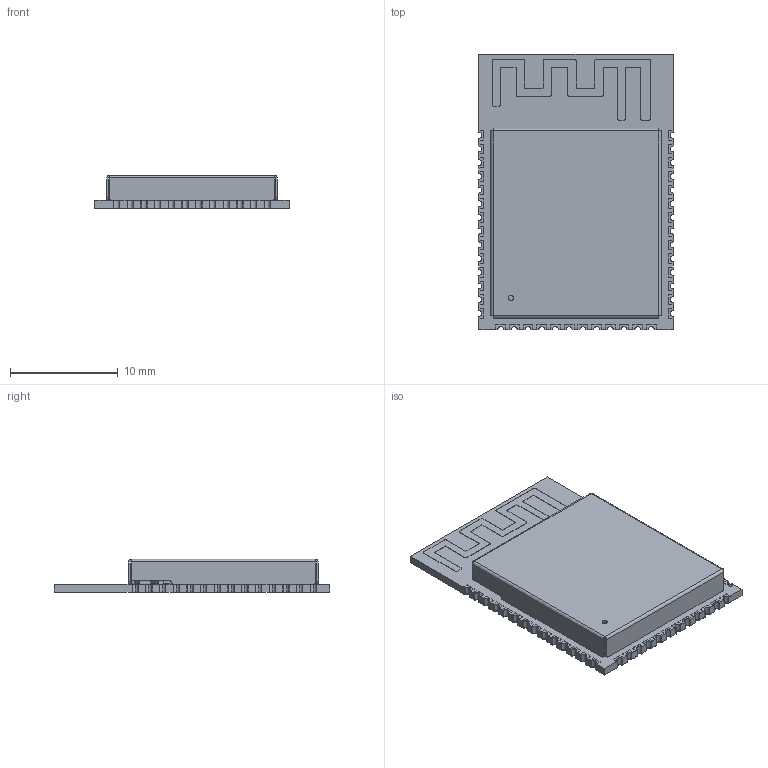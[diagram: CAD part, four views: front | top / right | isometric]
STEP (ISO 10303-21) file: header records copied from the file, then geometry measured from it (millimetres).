
FILE_DESCRIPTION (( 'STEP AP214' ), '1' );
FILE_NAME ('ESP32-S3-WROOM-1_20211021.STEP', '2021-10-21T06:11:23', ( '' ), ( '' ), 'SwSTEP 2.0', 'SolidWorks', '' );
FILE_SCHEMA (( 'AUTOMOTIVE_DESIGN' ));
Length unit declared in the file: millimetre
Products named in the file (216): uid__1-418^DesignRootModel_PCB_ESP32-S3-WROOM-1_V1(2)_PCB_ESP32-S3-WROOM-1_V1; uid__1-311^DesignRootModel_PCB_ESP32-S3-WROOM-1_V1(2)_PCB_ESP32-S3-WROOM-1_V1; uid__1-488^DesignRootModel_PCB_ESP32-S3-WROOM-1_V1(2)_PCB_ESP32-S3-WROOM-1_V1; trace_1^Submodel-MINI-ANT-TYPEB_668419613_part_DesignRootModel_PCB_ESP32-S3-WROOM-1_V1(2)_PCB_ESP32-S3-WROOM-1_V1; uid__1-441^DesignRootModel_PCB_ESP32-S3-WROOM-1_V1(2)_PCB_ESP32-S3-WROOM-1_V1; L0201_20210301.STEP^Submodel-L0201_part_DesignRootModel_PCB_ESP32-S3-WROOM-1_V1(2)_PCB_ESP32-S3-WROOM-1_V1; uid__1-375^DesignRootModel_PCB_ESP32-S3-WROOM-1_V1(2)_PCB_ESP32-S3-WROOM-1_V1; DesignRootModel^PCB_ESP32-S3-WROOM-1_V1(2)_PCB_ESP32-S3-WROOM-1_V1; Submodel-R0201_part^DesignRootModel_PCB_ESP32-S3-WROOM-1_V1(2)_PCB_ESP32-S3-WROOM-1_V1; uid__1-280^DesignRootModel_PCB_ESP32-S3-WROOM-1_V1(2)_PCB_ESP32-S3-WROOM-1_V1; uid__1-345^DesignRootModel_PCB_ESP32-S3-WROOM-1_V1(2)_PCB_ESP32-S3-WROOM-1_V1; Submodel-SOP8_1P27_6P6_part^DesignRootModel_PCB_ESP32-S3-WROOM-1_V1(2)_PCB_ESP32-S3-WROOM-1_V1; uid__1-531^DesignRootModel_PCB_ESP32-S3-WROOM-1_V1(2)_PCB_ESP32-S3-WROOM-1_V1; uid__1-539^DesignRootModel_PCB_ESP32-S3-WROOM-1_V1(2)_PCB_ESP32-S3-WROOM-1_V1; R0201_20210301.STEP^Submodel-R0201_part_DesignRootModel_PCB_ESP32-S3-WROOM-1_V1(2)_PCB_ESP32-S3-WROOM-1_V1; uid__1-383^DesignRootModel_PCB_ESP32-S3-WROOM-1_V1(2)_PCB_ESP32-S3-WROOM-1_V1; uid__1-491^DesignRootModel_PCB_ESP32-S3-WROOM-1_V1(2)_PCB_ESP32-S3-WROOM-1_V1; uid__1-444^DesignRootModel_PCB_ESP32-S3-WROOM-1_V1(2)_PCB_ESP32-S3-WROOM-1_V1; uid__1-560^DesignRootModel_PCB_ESP32-S3-WROOM-1_V1(2)_PCB_ESP32-S3-WROOM-1_V1; XTAL3225_20210301.STEP^Submodel-XTAL3225_part_DesignRootModel_PCB_ESP32-S3-WROOM-1_V1(2)_PCB_ESP32-S3-WROOM-1_V1; uid__1-434^DesignRootModel_PCB_ESP32-S3-WROOM-1_V1(2)_PCB_ESP32-S3-WROOM-1_V1; C0201_20210301.STEP^Submodel-C0201_part_DesignRootModel_PCB_ESP32-S3-WROOM-1_V1(2)_PCB_ESP32-S3-WROOM-1_V1; uid__1-339^DesignRootModel_PCB_ESP32-S3-WROOM-1_V1(2)_PCB_ESP32-S3-WROOM-1_V1; Submodel-SOD882_part^DesignRootModel_PCB_ESP32-S3-WROOM-1_V1(2)_PCB_ESP32-S3-WROOM-1_V1; Submodel-C0201_part^DesignRootModel_PCB_ESP32-S3-WROOM-1_V1(2)_PCB_ESP32-S3-WROOM-1_V1; uid__1-395^DesignRootModel_PCB_ESP32-S3-WROOM-1_V1(2)_PCB_ESP32-S3-WROOM-1_V1; uid__1-352^DesignRootModel_PCB_ESP32-S3-WROOM-1_V1(2)_PCB_ESP32-S3-WROOM-1_V1; uid__1-354^DesignRootModel_PCB_ESP32-S3-WROOM-1_V1(2)_PCB_ESP32-S3-WROOM-1_V1; uid__1-453^DesignRootModel_PCB_ESP32-S3-WROOM-1_V1(2)_PCB_ESP32-S3-WROOM-1_V1; Submodel-L0201_part^DesignRootModel_PCB_ESP32-S3-WROOM-1_V1(2)_PCB_ESP32-S3-WROOM-1_V1; uid__1-301^DesignRootModel_PCB_ESP32-S3-WROOM-1_V1(2)_PCB_ESP32-S3-WROOM-1_V1; pad; uid__1-382^DesignRootModel_PCB_ESP32-S3-WROOM-1_V1(2)_PCB_ESP32-S3-WROOM-1_V1; uid__1-554^DesignRootModel_PCB_ESP32-S3-WROOM-1_V1(2)_PCB_ESP32-S3-WROOM-1_V1; ESP32-S3_20210301.STEP^Submodel-QFN56_0P4_7_part_DesignRootModel_PCB_ESP32-S3-WROOM-1_V1(2)_PCB_ESP32-S3-WROOM-1_V1; uid__1-467^DesignRootModel_PCB_ESP32-S3-WROOM-1_V1(2)_PCB_ESP32-S3-WROOM-1_V1; uid__1-381^DesignRootModel_PCB_ESP32-S3-WROOM-1_V1(2)_PCB_ESP32-S3-WROOM-1_V1; uid__1-397^DesignRootModel_PCB_ESP32-S3-WROOM-1_V1(2)_PCB_ESP32-S3-WROOM-1_V1; uid__1-461^DesignRootModel_PCB_ESP32-S3-WROOM-1_V1(2)_PCB_ESP32-S3-WROOM-1_V1; uid__1-310^DesignRootModel_PCB_ESP32-S3-WROOM-1_V1(2)_PCB_ESP32-S3-WROOM-1_V1 ...
Assembly tree (276 placements, depth 6):
  ESP32-S3-WROOM-1_20211021
    PCB_ESP32-S3-WROOM-1_V1(2)^PCB_ESP32-S3-WROOM-1_V1
      DesignRootModel^PCB_ESP32-S3-WROOM-1_V1(2)_PCB_ESP32-S3-WROOM-1_V1
        Submodel-C0201_part^DesignRootModel_PCB_ESP32-S3-WROOM-1_V1(2)_PCB_ESP32-S3-WROOM-1_V1
          C0201_20210301.STEP^Submodel-C0201_part_DesignRootModel_PCB_ESP32-S3-WROOM-1_V1(2)_PCB_ESP32-S3-WROOM-1_V1
            C0201_20210301.STEP^C0201_20210301.STEP_Submodel-C0201_part_DesignRootModel_PCB_ESP32-S3-WROOM-1_V1(2)_PCB_ESP32-S3-WROOM-1_V1
        Submodel-L0201_part^DesignRootModel_PCB_ESP32-S3-WROOM-1_V1(2)_PCB_ESP32-S3-WROOM-1_V1
          L0201_20210301.STEP^Submodel-L0201_part_DesignRootModel_PCB_ESP32-S3-WROOM-1_V1(2)_PCB_ESP32-S3-WROOM-1_V1
            L0201_20210301.STEP^L0201_20210301.STEP_Submodel-L0201_part_DesignRootModel_PCB_ESP32-S3-WROOM-1_V1(2)_PCB_ESP32-S3-WROOM-1_V1
        Submodel-C0402_part^DesignRootModel_PCB_ESP32-S3-WROOM-1_V1(2)_PCB_ESP32-S3-WROOM-1_V1
          C0402_20210301.STEP^Submodel-C0402_part_DesignRootModel_PCB_ESP32-S3-WROOM-1_V1(2)_PCB_ESP32-S3-WROOM-1_V1
            C0402_20210301.STEP^C0402_20210301.STEP_Submodel-C0402_part_DesignRootModel_PCB_ESP32-S3-WROOM-1_V1(2)_PCB_ESP32-S3-WROOM-1_V1
        Submodel-R0201_part^DesignRootModel_PCB_ESP32-S3-WROOM-1_V1(2)_PCB_ESP32-S3-WROOM-1_V1
          R0201_20210301.STEP^Submodel-R0201_part_DesignRootModel_PCB_ESP32-S3-WROOM-1_V1(2)_PCB_ESP32-S3-WROOM-1_V1
            R0201_20210301.STEP^R0201_20210301.STEP_Submodel-R0201_part_DesignRootModel_PCB_ESP32-S3-WROOM-1_V1(2)_PCB_ESP32-S3-WROOM-1_V1
        Submodel-R0201_part^DesignRootModel_PCB_ESP32-S3-WROOM-1_V1(2)_PCB_ESP32-S3-WROOM-1_V1
          R0201_20210301.STEP^Submodel-R0201_part_DesignRootModel_PCB_ESP32-S3-WROOM-1_V1(2)_PCB_ESP32-S3-WROOM-1_V1
            R0201_20210301.STEP^R0201_20210301.STEP_Submodel-R0201_part_DesignRootModel_PCB_ESP32-S3-WROOM-1_V1(2)_PCB_ESP32-S3-WROOM-1_V1
        Submodel-R0201_part^DesignRootModel_PCB_ESP32-S3-WROOM-1_V1(2)_PCB_ESP32-S3-WROOM-1_V1
          R0201_20210301.STEP^Submodel-R0201_part_DesignRootModel_PCB_ESP32-S3-WROOM-1_V1(2)_PCB_ESP32-S3-WROOM-1_V1
            R0201_20210301.STEP^R0201_20210301.STEP_Submodel-R0201_part_DesignRootModel_PCB_ESP32-S3-WROOM-1_V1(2)_PCB_ESP32-S3-WROOM-1_V1
        Submodel-R0201_part^DesignRootModel_PCB_ESP32-S3-WROOM-1_V1(2)_PCB_ESP32-S3-WROOM-1_V1
          R0201_20210301.STEP^Submodel-R0201_part_DesignRootModel_PCB_ESP32-S3-WROOM-1_V1(2)_PCB_ESP32-S3-WROOM-1_V1
            R0201_20210301.STEP^R0201_20210301.STEP_Submodel-R0201_part_DesignRootModel_PCB_ESP32-S3-WROOM-1_V1(2)_PCB_ESP32-S3-WROOM-1_V1
        Submodel-R0201_part^DesignRootModel_PCB_ESP32-S3-WROOM-1_V1(2)_PCB_ESP32-S3-WROOM-1_V1
          R0201_20210301.STEP^Submodel-R0201_part_DesignRootModel_PCB_ESP32-S3-WROOM-1_V1(2)_PCB_ESP32-S3-WROOM-1_V1
            R0201_20210301.STEP^R0201_20210301.STEP_Submodel-R0201_part_DesignRootModel_PCB_ESP32-S3-WROOM-1_V1(2)_PCB_ESP32-S3-WROOM-1_V1
        Submodel-R0201_part^DesignRootModel_PCB_ESP32-S3-WROOM-1_V1(2)_PCB_ESP32-S3-WROOM-1_V1
          R0201_20210301.STEP^Submodel-R0201_part_DesignRootModel_PCB_ESP32-S3-WROOM-1_V1(2)_PCB_ESP32-S3-WROOM-1_V1
            R0201_20210301.STEP^R0201_20210301.STEP_Submodel-R0201_part_DesignRootModel_PCB_ESP32-S3-WROOM-1_V1(2)_PCB_ESP32-S3-WROOM-1_V1
        Submodel-R0201_part^DesignRootModel_PCB_ESP32-S3-WROOM-1_V1(2)_PCB_ESP32-S3-WROOM-1_V1
          R0201_20210301.STEP^Submodel-R0201_part_DesignRootModel_PCB_ESP32-S3-WROOM-1_V1(2)_PCB_ESP32-S3-WROOM-1_V1
            R0201_20210301.STEP^R0201_20210301.STEP_Submodel-R0201_part_DesignRootModel_PCB_ESP32-S3-WROOM-1_V1(2)_PCB_ESP32-S3-WROOM-1_V1
        Submodel-R0201_part^DesignRootModel_PCB_ESP32-S3-WROOM-1_V1(2)_PCB_ESP32-S3-WROOM-1_V1
          R0201_20210301.STEP^Submodel-R0201_part_DesignRootModel_PCB_ESP32-S3-WROOM-1_V1(2)_PCB_ESP32-S3-WROOM-1_V1
            R0201_20210301.STEP^R0201_20210301.STEP_Submodel-R0201_part_DesignRootModel_PCB_ESP32-S3-WROOM-1_V1(2)_PCB_ESP32-S3-WROOM-1_V1
        Submodel-L0201_part^DesignRootModel_PCB_ESP32-S3-WROOM-1_V1(2)_PCB_ESP32-S3-WROOM-1_V1
          L0201_20210301.STEP^Submodel-L0201_part_DesignRootModel_PCB_ESP32-S3-WROOM-1_V1(2)_PCB_ESP32-S3-WROOM-1_V1
            L0201_20210301.STEP^L0201_20210301.STEP_Submodel-L0201_part_DesignRootModel_PCB_ESP32-S3-WROOM-1_V1(2)_PCB_ESP32-S3-WROOM-1_V1
        Submodel-L0201_part^DesignRootModel_PCB_ESP32-S3-WROOM-1_V1(2)_PCB_ESP32-S3-WROOM-1_V1
          L0201_20210301.STEP^Submodel-L0201_part_DesignRootModel_PCB_ESP32-S3-WROOM-1_V1(2)_PCB_ESP32-S3-WROOM-1_V1
            L0201_20210301.STEP^L0201_20210301.STEP_Submodel-L0201_part_DesignRootModel_PCB_ESP32-S3-WROOM-1_V1(2)_PCB_ESP32-S3-WROOM-1_V1
        Submodel-C0201_part^DesignRootModel_PCB_ESP32-S3-WROOM-1_V1(2)_PCB_ESP32-S3-WROOM-1_V1
          C0201_20210301.STEP^Submodel-C0201_part_DesignRootModel_PCB_ESP32-S3-WROOM-1_V1(2)_PCB_ESP32-S3-WROOM-1_V1
            C0201_20210301.STEP^C0201_20210301.STEP_Submodel-C0201_part_DesignRootModel_PCB_ESP32-S3-WROOM-1_V1(2)_PCB_ESP32-S3-WROOM-1_V1
        Submodel-C0201_part^DesignRootModel_PCB_ESP32-S3-WROOM-1_V1(2)_PCB_ESP32-S3-WROOM-1_V1
          C0201_20210301.STEP^Submodel-C0201_part_DesignRootModel_PCB_ESP32-S3-WROOM-1_V1(2)_PCB_ESP32-S3-WROOM-1_V1
            C0201_20210301.STEP^C0201_20210301.STEP_Submodel-C0201_part_DesignRootModel_PCB_ESP32-S3-WROOM-1_V1(2)_PCB_ESP32-S3-WROOM-1_V1
        Submodel-C0201_part^DesignRootModel_PCB_ESP32-S3-WROOM-1_V1(2)_PCB_ESP32-S3-WROOM-1_V1
          C0201_20210301.STEP^Submodel-C0201_part_DesignRootModel_PCB_ESP32-S3-WROOM-1_V1(2)_PCB_ESP32-S3-WROOM-1_V1
            C0201_20210301.STEP^C0201_20210301.STEP_Submodel-C0201_part_DesignRootModel_PCB_ESP32-S3-WROOM-1_V1(2)_PCB_ESP32-S3-WROOM-1_V1
        Submodel-C0201_part^DesignRootModel_PCB_ESP32-S3-WROOM-1_V1(2)_PCB_ESP32-S3-WROOM-1_V1
          C0201_20210301.STEP^Submodel-C0201_part_DesignRootModel_PCB_ESP32-S3-WROOM-1_V1(2)_PCB_ESP32-S3-WROOM-1_V1
            C0201_20210301.STEP^C0201_20210301.STEP_Submodel-C0201_part_DesignRootModel_PCB_ESP32-S3-WROOM-1_V1(2)_PCB_ESP32-S3-WROOM-1_V1
        Submodel-C0201_part^DesignRootModel_PCB_ESP32-S3-WROOM-1_V1(2)_PCB_ESP32-S3-WROOM-1_V1
          C0201_20210301.STEP^Submodel-C0201_part_DesignRootModel_PCB_ESP32-S3-WROOM-1_V1(2)_PCB_ESP32-S3-WROOM-1_V1
            C0201_20210301.STEP^C0201_20210301.STEP_Submodel-C0201_part_DesignRootModel_PCB_ESP32-S3-WROOM-1_V1(2)_PCB_ESP32-S3-WROOM-1_V1
        Submodel-C0201_part^DesignRootModel_PCB_ESP32-S3-WROOM-1_V1(2)_PCB_ESP32-S3-WROOM-1_V1
          C0201_20210301.STEP^Submodel-C0201_part_DesignRootModel_PCB_ESP32-S3-WROOM-1_V1(2)_PCB_ESP32-S3-WROOM-1_V1
            C0201_20210301.STEP^C0201_20210301.STEP_Submodel-C0201_part_DesignRootModel_PCB_ESP32-S3-WROOM-1_V1(2)_PCB_ESP32-S3-WROOM-1_V1
Bounding box: 18 x 25.5 x 3.1 mm (x, y, z)
Volume: 494.7 mm3; surface area: 2418.6 mm2
Topology: 234 solids, 235 shells, 3551 faces, 8706 edges, 5542 vertices
Faces by surface type: plane 2582, cylinder 765, sphere 144, bspline 56, torus 4
Entity records: 74400 total; most frequent: CARTESIAN_POINT 15099, DIRECTION 10572, ORIENTED_EDGE 10260, EDGE_CURVE 5130, VECTOR 4238, LINE 4238, VERTEX_POINT 3374, AXIS2_PLACEMENT_3D 3167
